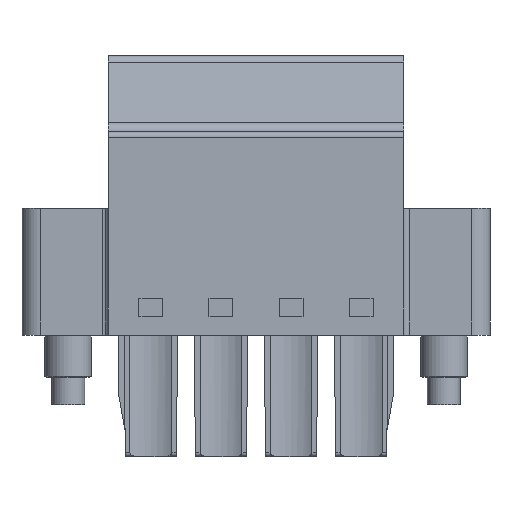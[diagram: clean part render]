
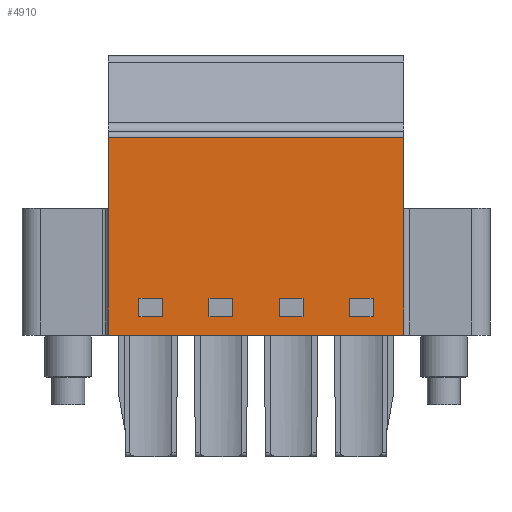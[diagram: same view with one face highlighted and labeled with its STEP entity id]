
A CAD part, front view. The second image highlights one B-rep face of the part: STEP entity #4910.
In plain terms, the highlighted planar face has unit normal (0, -1, 0).
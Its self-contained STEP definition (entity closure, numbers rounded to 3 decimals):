
#122=LINE('',#6992,#611);
#141=LINE('',#7043,#630);
#360=LINE('',#7938,#849);
#457=LINE('',#8219,#946);
#461=LINE('',#8228,#950);
#465=LINE('',#8237,#954);
#469=LINE('',#8246,#958);
#472=LINE('',#8257,#961);
#475=LINE('',#8263,#964);
#477=LINE('',#8266,#966);
#481=LINE('',#8275,#970);
#483=LINE('',#8278,#972);
#485=LINE('',#8281,#974);
#489=LINE('',#8290,#978);
#491=LINE('',#8293,#980);
#493=LINE('',#8296,#982);
#496=LINE('',#8302,#985);
#499=LINE('',#8308,#988);
#501=LINE('',#8311,#990);
#502=LINE('',#8313,#991);
#611=VECTOR('',#5573,1000.);
#630=VECTOR('',#5606,1000.);
#849=VECTOR('',#6167,1000.);
#946=VECTOR('',#6432,1000.);
#950=VECTOR('',#6438,1000.);
#954=VECTOR('',#6444,1000.);
#958=VECTOR('',#6450,1000.);
#961=VECTOR('',#6465,1000.);
#964=VECTOR('',#6470,1000.);
#966=VECTOR('',#6474,1000.);
#970=VECTOR('',#6480,1000.);
#972=VECTOR('',#6484,1000.);
#974=VECTOR('',#6488,1000.);
#978=VECTOR('',#6494,1000.);
#980=VECTOR('',#6498,1000.);
#982=VECTOR('',#6502,1000.);
#985=VECTOR('',#6507,1000.);
#988=VECTOR('',#6512,1000.);
#990=VECTOR('',#6516,1000.);
#991=VECTOR('',#6519,1000.);
#1189=PLANE('',#5327);
#2177=ORIENTED_EDGE('',*,*,#3174,.T.);
#2178=ORIENTED_EDGE('',*,*,#2676,.T.);
#2179=ORIENTED_EDGE('',*,*,#2993,.F.);
#2180=ORIENTED_EDGE('',*,*,#2701,.T.);
#2181=ORIENTED_EDGE('',*,*,#3173,.F.);
#2182=ORIENTED_EDGE('',*,*,#3139,.F.);
#2183=ORIENTED_EDGE('',*,*,#3168,.F.);
#2184=ORIENTED_EDGE('',*,*,#3171,.F.);
#2185=ORIENTED_EDGE('',*,*,#3163,.F.);
#2186=ORIENTED_EDGE('',*,*,#3135,.F.);
#2187=ORIENTED_EDGE('',*,*,#3165,.F.);
#2188=ORIENTED_EDGE('',*,*,#3161,.F.);
#2189=ORIENTED_EDGE('',*,*,#3157,.F.);
#2190=ORIENTED_EDGE('',*,*,#3131,.F.);
#2191=ORIENTED_EDGE('',*,*,#3155,.F.);
#2192=ORIENTED_EDGE('',*,*,#3153,.F.);
#2193=ORIENTED_EDGE('',*,*,#3147,.F.);
#2194=ORIENTED_EDGE('',*,*,#3127,.F.);
#2195=ORIENTED_EDGE('',*,*,#3144,.F.);
#2196=ORIENTED_EDGE('',*,*,#3149,.F.);
#2676=EDGE_CURVE('',#3348,#3347,#122,.T.);
#2701=EDGE_CURVE('',#3373,#3372,#141,.T.);
#2993=EDGE_CURVE('',#3373,#3347,#360,.T.);
#3127=EDGE_CURVE('',#3665,#3663,#457,.T.);
#3131=EDGE_CURVE('',#3669,#3667,#461,.T.);
#3135=EDGE_CURVE('',#3673,#3671,#465,.T.);
#3139=EDGE_CURVE('',#3677,#3675,#469,.T.);
#3144=EDGE_CURVE('',#3679,#3665,#472,.T.);
#3147=EDGE_CURVE('',#3663,#3681,#475,.T.);
#3149=EDGE_CURVE('',#3681,#3679,#477,.T.);
#3153=EDGE_CURVE('',#3685,#3683,#481,.T.);
#3155=EDGE_CURVE('',#3683,#3669,#483,.T.);
#3157=EDGE_CURVE('',#3667,#3685,#485,.T.);
#3161=EDGE_CURVE('',#3689,#3687,#489,.T.);
#3163=EDGE_CURVE('',#3671,#3689,#491,.T.);
#3165=EDGE_CURVE('',#3687,#3673,#493,.T.);
#3168=EDGE_CURVE('',#3691,#3677,#496,.T.);
#3171=EDGE_CURVE('',#3693,#3691,#499,.T.);
#3173=EDGE_CURVE('',#3675,#3693,#501,.T.);
#3174=EDGE_CURVE('',#3372,#3348,#502,.T.);
#3347=VERTEX_POINT('',#6991);
#3348=VERTEX_POINT('',#6993);
#3372=VERTEX_POINT('',#7042);
#3373=VERTEX_POINT('',#7044);
#3663=VERTEX_POINT('',#8214);
#3665=VERTEX_POINT('',#8218);
#3667=VERTEX_POINT('',#8223);
#3669=VERTEX_POINT('',#8227);
#3671=VERTEX_POINT('',#8232);
#3673=VERTEX_POINT('',#8236);
#3675=VERTEX_POINT('',#8241);
#3677=VERTEX_POINT('',#8245);
#3679=VERTEX_POINT('',#8256);
#3681=VERTEX_POINT('',#8261);
#3683=VERTEX_POINT('',#8270);
#3685=VERTEX_POINT('',#8274);
#3687=VERTEX_POINT('',#8285);
#3689=VERTEX_POINT('',#8289);
#3691=VERTEX_POINT('',#8301);
#3693=VERTEX_POINT('',#8307);
#4155=EDGE_LOOP('',(#2177,#2178,#2179,#2180));
#4156=EDGE_LOOP('',(#2181,#2182,#2183,#2184));
#4157=EDGE_LOOP('',(#2185,#2186,#2187,#2188));
#4158=EDGE_LOOP('',(#2189,#2190,#2191,#2192));
#4159=EDGE_LOOP('',(#2193,#2194,#2195,#2196));
#4512=FACE_BOUND('',#4155,.T.);
#4513=FACE_BOUND('',#4156,.T.);
#4514=FACE_BOUND('',#4157,.T.);
#4515=FACE_BOUND('',#4158,.T.);
#4516=FACE_BOUND('',#4159,.T.);
#4910=ADVANCED_FACE('',(#4512,#4513,#4514,#4515,#4516),#1189,.T.);
#5327=AXIS2_PLACEMENT_3D('',#8312,#6517,#6518);
#5573=DIRECTION('',(0.,0.,-1.));
#5606=DIRECTION('',(0.,0.,1.));
#6167=DIRECTION('',(-1.,0.,0.));
#6432=DIRECTION('',(-1.,0.,0.));
#6438=DIRECTION('',(-1.,0.,0.));
#6444=DIRECTION('',(-1.,0.,0.));
#6450=DIRECTION('',(-1.,0.,0.));
#6465=DIRECTION('',(0.,0.,1.));
#6470=DIRECTION('',(0.,0.,-1.));
#6474=DIRECTION('',(1.,0.,0.));
#6480=DIRECTION('',(1.,0.,0.));
#6484=DIRECTION('',(0.,0.,1.));
#6488=DIRECTION('',(0.,0.,-1.));
#6494=DIRECTION('',(1.,0.,0.));
#6498=DIRECTION('',(0.,0.,-1.));
#6502=DIRECTION('',(0.,0.,1.));
#6507=DIRECTION('',(0.,0.,1.));
#6512=DIRECTION('',(1.,0.,0.));
#6516=DIRECTION('',(0.,0.,-1.));
#6517=DIRECTION('',(0.,-1.,0.));
#6518=DIRECTION('',(0.,0.,-1.));
#6519=DIRECTION('',(-1.,0.,0.));
#6991=CARTESIAN_POINT('',(-2.305,-8.5,0.));
#6992=CARTESIAN_POINT('',(-2.305,-8.5,0.));
#6993=CARTESIAN_POINT('',(-2.305,-8.5,10.75));
#7042=CARTESIAN_POINT('',(13.735,-8.5,10.75));
#7043=CARTESIAN_POINT('',(13.735,-8.5,0.));
#7044=CARTESIAN_POINT('',(13.735,-8.5,0.));
#7938=CARTESIAN_POINT('',(1.905,-8.5,0.));
#8214=CARTESIAN_POINT('',(10.78,-8.5,2.));
#8218=CARTESIAN_POINT('',(12.08,-8.5,2.));
#8219=CARTESIAN_POINT('',(12.08,-8.5,2.));
#8223=CARTESIAN_POINT('',(6.97,-8.5,2.));
#8227=CARTESIAN_POINT('',(8.27,-8.5,2.));
#8228=CARTESIAN_POINT('',(8.27,-8.5,2.));
#8232=CARTESIAN_POINT('',(3.16,-8.5,2.));
#8236=CARTESIAN_POINT('',(4.46,-8.5,2.));
#8237=CARTESIAN_POINT('',(4.46,-8.5,2.));
#8241=CARTESIAN_POINT('',(-0.65,-8.5,2.));
#8245=CARTESIAN_POINT('',(0.65,-8.5,2.));
#8246=CARTESIAN_POINT('',(0.65,-8.5,2.));
#8256=CARTESIAN_POINT('',(12.08,-8.5,1.));
#8257=CARTESIAN_POINT('',(12.08,-8.5,1.));
#8261=CARTESIAN_POINT('',(10.78,-8.5,1.));
#8263=CARTESIAN_POINT('',(10.78,-8.5,2.));
#8266=CARTESIAN_POINT('',(10.78,-8.5,1.));
#8270=CARTESIAN_POINT('',(8.27,-8.5,1.));
#8274=CARTESIAN_POINT('',(6.97,-8.5,1.));
#8275=CARTESIAN_POINT('',(6.97,-8.5,1.));
#8278=CARTESIAN_POINT('',(8.27,-8.5,1.));
#8281=CARTESIAN_POINT('',(6.97,-8.5,2.));
#8285=CARTESIAN_POINT('',(4.46,-8.5,1.));
#8289=CARTESIAN_POINT('',(3.16,-8.5,1.));
#8290=CARTESIAN_POINT('',(3.16,-8.5,1.));
#8293=CARTESIAN_POINT('',(3.16,-8.5,2.));
#8296=CARTESIAN_POINT('',(4.46,-8.5,1.));
#8301=CARTESIAN_POINT('',(0.65,-8.5,1.));
#8302=CARTESIAN_POINT('',(0.65,-8.5,1.));
#8307=CARTESIAN_POINT('',(-0.65,-8.5,1.));
#8308=CARTESIAN_POINT('',(-0.65,-8.5,1.));
#8311=CARTESIAN_POINT('',(-0.65,-8.5,2.));
#8312=CARTESIAN_POINT('',(1.905,-8.5,10.75));
#8313=CARTESIAN_POINT('',(1.905,-8.5,10.75));
